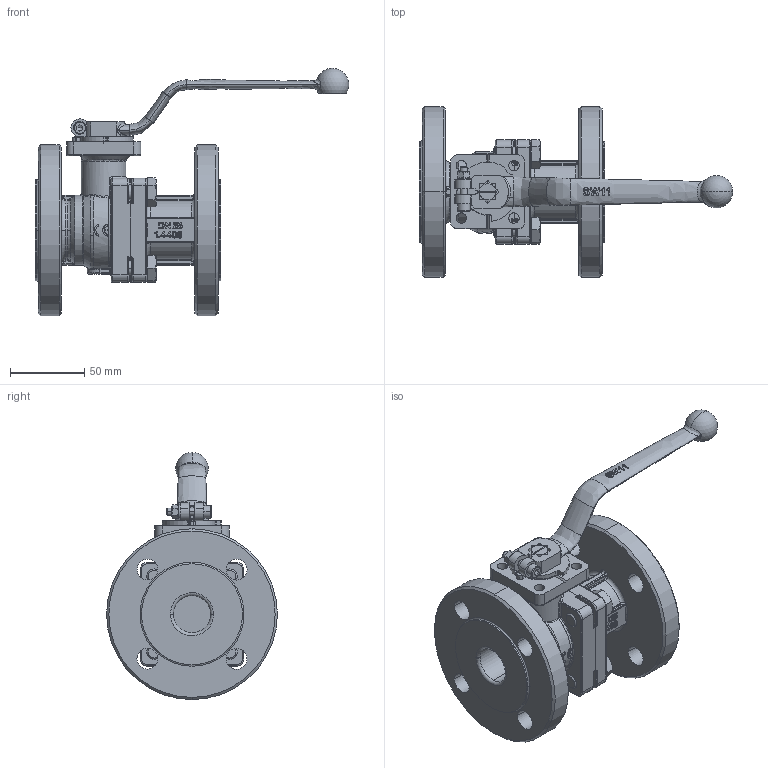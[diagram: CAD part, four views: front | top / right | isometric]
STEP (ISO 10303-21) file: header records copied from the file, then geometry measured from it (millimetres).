
FILE_DESCRIPTION(('HOOPS Exchange Step'),'2;1');
FILE_NAME('FK12_PN16_DN25.stp','2025-09-08T14:33:56+02:00',('nieru'),('Unknown organisation'),'HOOPS Exchange 2024.2','HOOPS Exchange','Unknown authorisation');
FILE_SCHEMA( ('AP203_CONFIGURATION_CONTROLLED_3D_DESIGN_OF_MECHANICAL_PARTS_AND_ASSEMBLIES_MIM_LF') );
Length unit declared in the file: millimetre
Products named in the file (2): 0; root
Assembly tree (1 placements, depth 2):
  root
    0
Bounding box: 210.98 x 115 x 166.45 mm (x, y, z)
Volume: 569928.9 mm3; surface area: 108056.7 mm2
Topology: 1 solids, 1 shells, 1506 faces, 4035 edges, 2536 vertices
Faces by surface type: bspline 504, cylinder 401, plane 355, torus 127, cone 103, sphere 12, offset 4
Entity records: 63770 total; most frequent: CARTESIAN_POINT 29261, ORIENTED_EDGE 7998, DIRECTION 5376, EDGE_CURVE 3999, VERTEX_POINT 2536, AXIS2_PLACEMENT_3D 1938, EDGE_LOOP 1605, FACE_BOUND 1605
